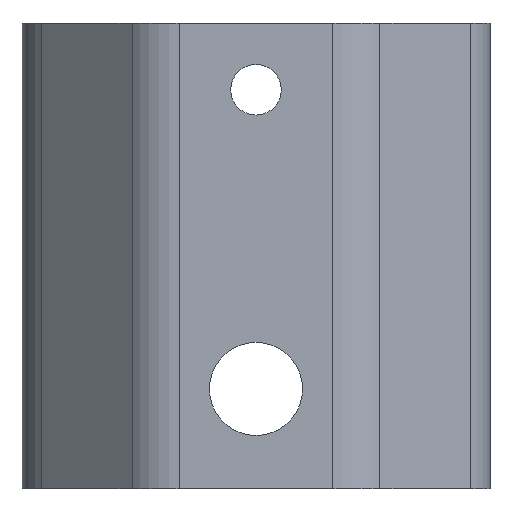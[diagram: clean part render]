
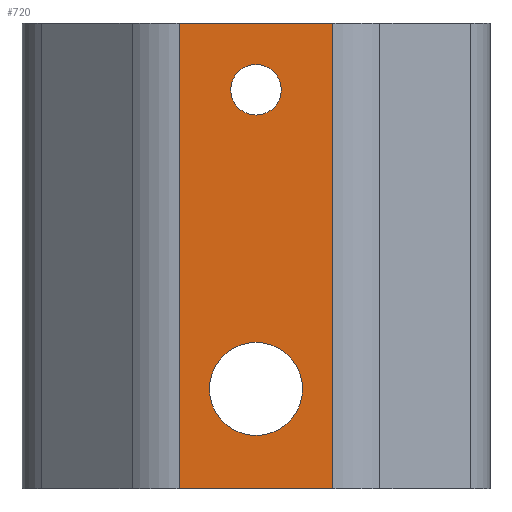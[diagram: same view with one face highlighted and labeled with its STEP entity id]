
A CAD part, front view. The second image highlights one B-rep face of the part: STEP entity #720.
In plain terms, the highlighted planar face has unit normal (0, -1, 0).
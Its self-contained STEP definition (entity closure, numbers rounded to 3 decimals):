
#51 = CARTESIAN_POINT ( 'NONE',  ( -5.785, -17.6, 27.5 ) ) ;
#71 = VERTEX_POINT ( 'NONE', #51 ) ;
#95 = EDGE_CURVE ( 'NONE', #1432, #883, #1715, .T. ) ;
#109 = AXIS2_PLACEMENT_3D ( 'NONE', #1227, #397, #1778 ) ;
#114 = PLANE ( 'NONE',  #834 ) ;
#156 = AXIS2_PLACEMENT_3D ( 'NONE', #861, #1568, #713 ) ;
#170 = VERTEX_POINT ( 'NONE', #1147 ) ;
#173 = EDGE_LOOP ( 'NONE', ( #1587, #1453, #1357, #765 ) ) ;
#200 = VERTEX_POINT ( 'NONE', #1330 ) ;
#206 = LINE ( 'NONE', #1051, #1275 ) ;
#209 = EDGE_LOOP ( 'NONE', ( #1334, #284 ) ) ;
#211 = EDGE_CURVE ( 'NONE', #488, #200, #206, .T. ) ;
#284 = ORIENTED_EDGE ( 'NONE', *, *, #521, .F. ) ;
#289 = AXIS2_PLACEMENT_3D ( 'NONE', #1079, #531, #540 ) ;
#314 = CARTESIAN_POINT ( 'NONE',  ( -1.9, -17.6, 22.5 ) ) ;
#397 = DIRECTION ( 'NONE',  ( 0., -1., 0. ) ) ;
#488 = VERTEX_POINT ( 'NONE', #877 ) ;
#492 = CARTESIAN_POINT ( 'NONE',  ( -5.785, -17.6, -7.5 ) ) ;
#493 = DIRECTION ( 'NONE',  ( 0., 0., 1. ) ) ;
#495 = LINE ( 'NONE', #1186, #1355 ) ;
#496 = ORIENTED_EDGE ( 'NONE', *, *, #95, .F. ) ;
#521 = EDGE_CURVE ( 'NONE', #1011, #170, #1660, .T. ) ;
#531 = DIRECTION ( 'NONE',  ( 0., -1., 0. ) ) ;
#540 = DIRECTION ( 'NONE',  ( 1., 0., 0. ) ) ;
#565 = CARTESIAN_POINT ( 'NONE',  ( 0., -17.6, 22.5 ) ) ;
#594 = DIRECTION ( 'NONE',  ( 0., -1., 0. ) ) ;
#672 = DIRECTION ( 'NONE',  ( 0., 1., 0. ) ) ;
#685 = CARTESIAN_POINT ( 'NONE',  ( -5.785, -17.6, 0. ) ) ;
#700 = CARTESIAN_POINT ( 'NONE',  ( -3.5, -17.6, 0. ) ) ;
#713 = DIRECTION ( 'NONE',  ( 1., 0., 0. ) ) ;
#720 = ADVANCED_FACE ( 'NONE', ( #1433, #1165, #1595 ), #114, .F. ) ;
#765 = ORIENTED_EDGE ( 'NONE', *, *, #1380, .T. ) ;
#831 = LINE ( 'NONE', #846, #842 ) ;
#834 = AXIS2_PLACEMENT_3D ( 'NONE', #1639, #672, #1342 ) ;
#842 = VECTOR ( 'NONE', #1673, 1000. ) ;
#846 = CARTESIAN_POINT ( 'NONE',  ( 0., -17.6, -7.5 ) ) ;
#860 = ORIENTED_EDGE ( 'NONE', *, *, #1290, .F. ) ;
#861 = CARTESIAN_POINT ( 'NONE',  ( 0., -17.6, 0. ) ) ;
#865 = EDGE_CURVE ( 'NONE', #488, #1665, #831, .T. ) ;
#877 = CARTESIAN_POINT ( 'NONE',  ( 5.785, -17.6, -7.5 ) ) ;
#883 = VERTEX_POINT ( 'NONE', #700 ) ;
#884 = DIRECTION ( 'NONE',  ( 1., 0., 0. ) ) ;
#1011 = VERTEX_POINT ( 'NONE', #314 ) ;
#1051 = CARTESIAN_POINT ( 'NONE',  ( 5.785, -17.6, 0. ) ) ;
#1062 = EDGE_LOOP ( 'NONE', ( #496, #860 ) ) ;
#1079 = CARTESIAN_POINT ( 'NONE',  ( 0., -17.6, 22.5 ) ) ;
#1080 = EDGE_CURVE ( 'NONE', #71, #200, #495, .T. ) ;
#1144 = DIRECTION ( 'NONE',  ( 1., 0., 0. ) ) ;
#1147 = CARTESIAN_POINT ( 'NONE',  ( 1.9, -17.6, 22.5 ) ) ;
#1155 = CARTESIAN_POINT ( 'NONE',  ( 3.5, -17.6, 0. ) ) ;
#1165 = FACE_OUTER_BOUND ( 'NONE', #173, .T. ) ;
#1186 = CARTESIAN_POINT ( 'NONE',  ( -5.785, -17.6, 27.5 ) ) ;
#1199 = AXIS2_PLACEMENT_3D ( 'NONE', #565, #594, #1144 ) ;
#1227 = CARTESIAN_POINT ( 'NONE',  ( 0., -17.6, 0. ) ) ;
#1275 = VECTOR ( 'NONE', #493, 1000. ) ;
#1290 = EDGE_CURVE ( 'NONE', #883, #1432, #1532, .T. ) ;
#1330 = CARTESIAN_POINT ( 'NONE',  ( 5.785, -17.6, 27.5 ) ) ;
#1334 = ORIENTED_EDGE ( 'NONE', *, *, #1370, .F. ) ;
#1342 = DIRECTION ( 'NONE',  ( 1., 0., 0. ) ) ;
#1355 = VECTOR ( 'NONE', #884, 1000. ) ;
#1357 = ORIENTED_EDGE ( 'NONE', *, *, #1080, .F. ) ;
#1370 = EDGE_CURVE ( 'NONE', #170, #1011, #1785, .T. ) ;
#1380 = EDGE_CURVE ( 'NONE', #71, #1665, #1643, .T. ) ;
#1432 = VERTEX_POINT ( 'NONE', #1155 ) ;
#1433 = FACE_BOUND ( 'NONE', #209, .T. ) ;
#1453 = ORIENTED_EDGE ( 'NONE', *, *, #211, .T. ) ;
#1505 = DIRECTION ( 'NONE',  ( 0., 0., -1. ) ) ;
#1532 = CIRCLE ( 'NONE', #109, 3.5 ) ;
#1565 = VECTOR ( 'NONE', #1505, 1000. ) ;
#1568 = DIRECTION ( 'NONE',  ( 0., -1., 0. ) ) ;
#1587 = ORIENTED_EDGE ( 'NONE', *, *, #865, .F. ) ;
#1595 = FACE_BOUND ( 'NONE', #1062, .T. ) ;
#1639 = CARTESIAN_POINT ( 'NONE',  ( 0., -17.6, 0. ) ) ;
#1643 = LINE ( 'NONE', #685, #1565 ) ;
#1660 = CIRCLE ( 'NONE', #1199, 1.9 ) ;
#1665 = VERTEX_POINT ( 'NONE', #492 ) ;
#1673 = DIRECTION ( 'NONE',  ( -1., 0., 0. ) ) ;
#1715 = CIRCLE ( 'NONE', #156, 3.5 ) ;
#1778 = DIRECTION ( 'NONE',  ( 1., 0., 0. ) ) ;
#1785 = CIRCLE ( 'NONE', #289, 1.9 ) ;
